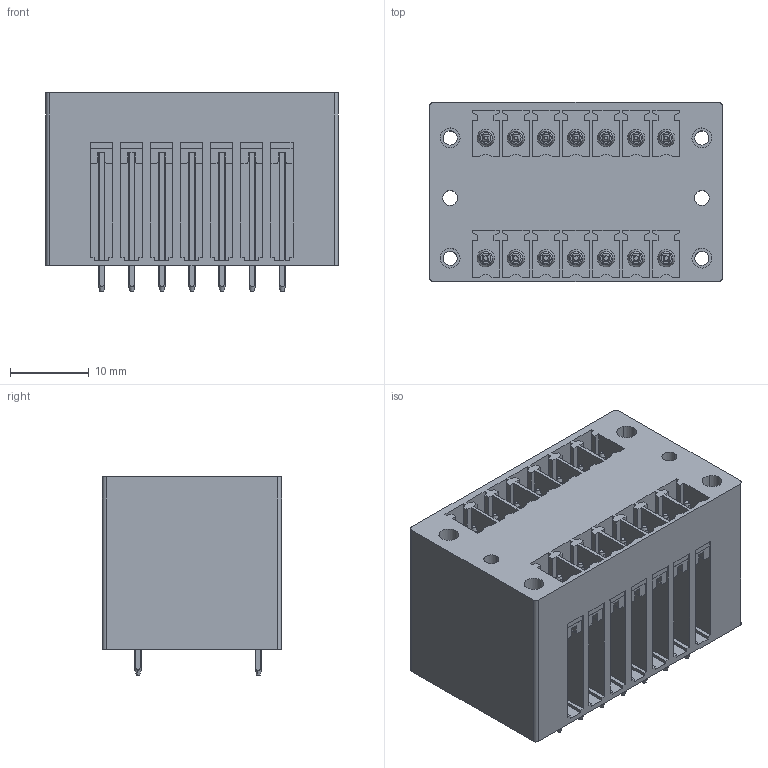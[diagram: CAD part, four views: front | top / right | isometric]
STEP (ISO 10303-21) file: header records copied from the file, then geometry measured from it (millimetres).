
FILE_DESCRIPTION(('CATIA V5 STEP Exchange','CAx-IF Rec.Pracs.--- Model Styling and Organization---1.2---2011-12-15'),'2;1');
FILE_NAME ('D1447150_0', '2018-09-29T11:19:41+00:00', ('none'), ('Weidmueller'), 'CATIA Version 5-6 Release 2014', 'CATIA V5 STEP AP214', 'none');
FILE_SCHEMA(('AUTOMOTIVE_DESIGN { 1 0 10303 214 1 1 1 1 }'));
Length unit declared in the file: millimetre
Products named in the file (1): 1030490000
Bounding box: 37.06 x 22.7 x 25.1 mm (x, y, z)
Volume: 15094.9 mm3; surface area: 9218.1 mm2
Topology: 15 solids, 15 shells, 827 faces, 2238 edges, 1480 vertices
Faces by surface type: plane 527, cylinder 180, cone 92, torus 28
Entity records: 26092 total; most frequent: CARTESIAN_POINT 7381, ORIENTED_EDGE 4476, DIRECTION 2767, EDGE_CURVE 2238, VECTOR 1534, LINE 1534, VERTEX_POINT 1480, EDGE_LOOP 920
